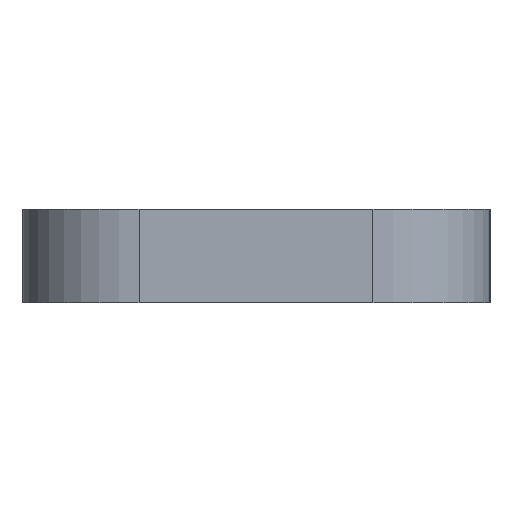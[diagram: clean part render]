
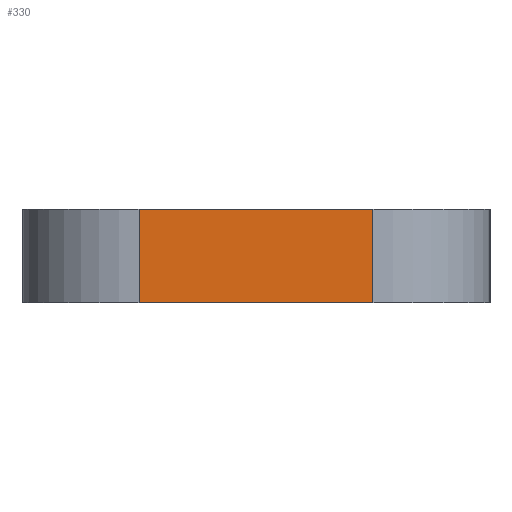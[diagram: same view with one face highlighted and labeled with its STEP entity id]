
A CAD part, left-side view. The second image highlights one B-rep face of the part: STEP entity #330.
In plain terms, the highlighted planar face has unit normal (-1, 0, 0).
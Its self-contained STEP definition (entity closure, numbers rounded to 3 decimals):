
#19=PLANE('',#365);
#30=FACE_OUTER_BOUND('',#48,.T.);
#48=EDGE_LOOP('',(#229,#230,#231,#232));
#66=LINE('',#513,#98);
#67=LINE('',#516,#99);
#68=LINE('',#518,#100);
#69=LINE('',#519,#101);
#98=VECTOR('',#408,10.);
#99=VECTOR('',#411,10.);
#100=VECTOR('',#412,10.);
#101=VECTOR('',#413,10.);
#145=VERTEX_POINT('',#506);
#148=VERTEX_POINT('',#511);
#149=VERTEX_POINT('',#515);
#150=VERTEX_POINT('',#517);
#180=EDGE_CURVE('',#148,#145,#66,.T.);
#181=EDGE_CURVE('',#148,#149,#67,.T.);
#182=EDGE_CURVE('',#150,#149,#68,.T.);
#183=EDGE_CURVE('',#145,#150,#69,.T.);
#229=ORIENTED_EDGE('',*,*,#180,.F.);
#230=ORIENTED_EDGE('',*,*,#181,.T.);
#231=ORIENTED_EDGE('',*,*,#182,.F.);
#232=ORIENTED_EDGE('',*,*,#183,.F.);
#330=ADVANCED_FACE('',(#30),#19,.T.);
#365=AXIS2_PLACEMENT_3D('',#514,#409,#410);
#408=DIRECTION('',(0.,0.,1.));
#409=DIRECTION('center_axis',(-1.,0.,0.));
#410=DIRECTION('ref_axis',(0.,-1.,0.));
#411=DIRECTION('',(0.,-1.,0.));
#412=DIRECTION('',(0.,0.,-1.));
#413=DIRECTION('',(0.,-1.,0.));
#506=CARTESIAN_POINT('',(-85.,5.,4.));
#511=CARTESIAN_POINT('',(-85.,5.,0.));
#513=CARTESIAN_POINT('',(-85.,5.,0.));
#514=CARTESIAN_POINT('Origin',(-85.,10.,0.));
#515=CARTESIAN_POINT('',(-85.,-5.,0.));
#516=CARTESIAN_POINT('',(-85.,10.,0.));
#517=CARTESIAN_POINT('',(-85.,-5.,4.));
#518=CARTESIAN_POINT('',(-85.,-5.,0.));
#519=CARTESIAN_POINT('',(-85.,10.,4.));
